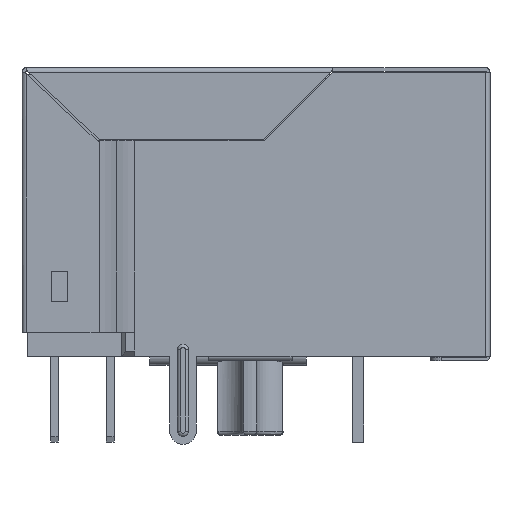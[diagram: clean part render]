
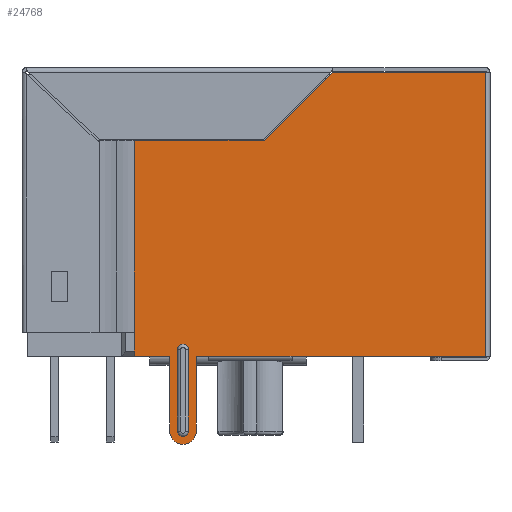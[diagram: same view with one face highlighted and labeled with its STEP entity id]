
A CAD part, left-side view. The second image highlights one B-rep face of the part: STEP entity #24768.
In plain terms, the highlighted face is planar.
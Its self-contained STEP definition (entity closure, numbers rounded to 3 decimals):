
#873=CIRCLE('',#29803,0.25);
#874=CIRCLE('',#29805,0.6);
#878=CIRCLE('',#29812,0.25);
#2883=ORIENTED_EDGE('',*,*,#9524,.F.);
#2884=ORIENTED_EDGE('',*,*,#9525,.T.);
#2885=ORIENTED_EDGE('',*,*,#9526,.T.);
#2886=ORIENTED_EDGE('',*,*,#9527,.T.);
#2887=ORIENTED_EDGE('',*,*,#9528,.T.);
#2888=ORIENTED_EDGE('',*,*,#9529,.T.);
#2889=ORIENTED_EDGE('',*,*,#9530,.T.);
#2890=ORIENTED_EDGE('',*,*,#9531,.T.);
#2891=ORIENTED_EDGE('',*,*,#9532,.T.);
#2892=ORIENTED_EDGE('',*,*,#9533,.T.);
#2893=ORIENTED_EDGE('',*,*,#9534,.T.);
#2894=ORIENTED_EDGE('',*,*,#9535,.F.);
#2895=ORIENTED_EDGE('',*,*,#9518,.F.);
#2896=ORIENTED_EDGE('',*,*,#9517,.F.);
#2897=ORIENTED_EDGE('',*,*,#9536,.F.);
#2898=ORIENTED_EDGE('',*,*,#9537,.F.);
#2899=ORIENTED_EDGE('',*,*,#9538,.F.);
#9517=EDGE_CURVE('',#12948,#12946,#873,.F.);
#9518=EDGE_CURVE('',#12949,#12950,#874,.T.);
#9524=EDGE_CURVE('',#12953,#12949,#15382,.T.);
#9525=EDGE_CURVE('',#12953,#12954,#15383,.T.);
#9526=EDGE_CURVE('',#12954,#12955,#15384,.T.);
#9527=EDGE_CURVE('',#12955,#12956,#15385,.T.);
#9528=EDGE_CURVE('',#12956,#12957,#15386,.T.);
#9529=EDGE_CURVE('',#12957,#12958,#15387,.T.);
#9530=EDGE_CURVE('',#12958,#12959,#15388,.T.);
#9531=EDGE_CURVE('',#12959,#12960,#15389,.T.);
#9532=EDGE_CURVE('',#12960,#12961,#15390,.T.);
#9533=EDGE_CURVE('',#12961,#12962,#15391,.T.);
#9534=EDGE_CURVE('',#12962,#12963,#15392,.T.);
#9535=EDGE_CURVE('',#12950,#12963,#15393,.T.);
#9536=EDGE_CURVE('',#12964,#12948,#15394,.T.);
#9537=EDGE_CURVE('',#12965,#12964,#878,.T.);
#9538=EDGE_CURVE('',#12946,#12965,#15395,.T.);
#12946=VERTEX_POINT('',#40273);
#12948=VERTEX_POINT('',#40277);
#12949=VERTEX_POINT('',#40281);
#12950=VERTEX_POINT('',#40282);
#12953=VERTEX_POINT('',#40294);
#12954=VERTEX_POINT('',#40296);
#12955=VERTEX_POINT('',#40298);
#12956=VERTEX_POINT('',#40300);
#12957=VERTEX_POINT('',#40302);
#12958=VERTEX_POINT('',#40304);
#12959=VERTEX_POINT('',#40306);
#12960=VERTEX_POINT('',#40308);
#12961=VERTEX_POINT('',#40310);
#12962=VERTEX_POINT('',#40312);
#12963=VERTEX_POINT('',#40314);
#12964=VERTEX_POINT('',#40317);
#12965=VERTEX_POINT('',#40319);
#15382=LINE('',#40293,#18357);
#15383=LINE('',#40295,#18358);
#15384=LINE('',#40297,#18359);
#15385=LINE('',#40299,#18360);
#15386=LINE('',#40301,#18361);
#15387=LINE('',#40303,#18362);
#15388=LINE('',#40305,#18363);
#15389=LINE('',#40307,#18364);
#15390=LINE('',#40309,#18365);
#15391=LINE('',#40311,#18366);
#15392=LINE('',#40313,#18367);
#15393=LINE('',#40315,#18368);
#15394=LINE('',#40316,#18369);
#15395=LINE('',#40320,#18370);
#18357=VECTOR('',#32511,1000.);
#18358=VECTOR('',#32512,1000.);
#18359=VECTOR('',#32513,1000.);
#18360=VECTOR('',#32514,1000.);
#18361=VECTOR('',#32515,1000.);
#18362=VECTOR('',#32516,1000.);
#18363=VECTOR('',#32517,1000.);
#18364=VECTOR('',#32518,1000.);
#18365=VECTOR('',#32519,1000.);
#18366=VECTOR('',#32520,1000.);
#18367=VECTOR('',#32521,1000.);
#18368=VECTOR('',#32522,1000.);
#18369=VECTOR('',#32523,1000.);
#18370=VECTOR('',#32526,1000.);
#20916=EDGE_LOOP('',(#2883,#2884,#2885,#2886,#2887,#2888,#2889,#2890,#2891,
#2892,#2893,#2894,#2895));
#20917=EDGE_LOOP('',(#2896,#2897,#2898,#2899));
#22308=FACE_BOUND('',#20916,.T.);
#22309=FACE_BOUND('',#20917,.T.);
#23632=PLANE('',#29811);
#24768=ADVANCED_FACE('',(#22308,#22309),#23632,.T.);
#29803=AXIS2_PLACEMENT_3D('',#40278,#32491,#32492);
#29805=AXIS2_PLACEMENT_3D('',#40280,#32495,#32496);
#29811=AXIS2_PLACEMENT_3D('',#40292,#32509,#32510);
#29812=AXIS2_PLACEMENT_3D('',#40318,#32524,#32525);
#32491=DIRECTION('',(0.,1.,0.));
#32492=DIRECTION('',(0.,0.,1.));
#32495=DIRECTION('',(0.,1.,0.));
#32496=DIRECTION('',(0.,0.,-1.));
#32509=DIRECTION('',(0.,-1.,0.));
#32510=DIRECTION('',(0.,0.,1.));
#32511=DIRECTION('',(-1.,0.,0.));
#32512=DIRECTION('',(0.,0.,-1.));
#32513=DIRECTION('',(0.,0.,-1.));
#32514=DIRECTION('',(0.,0.,-1.));
#32515=DIRECTION('',(1.,0.,0.));
#32516=DIRECTION('',(0.,0.,1.));
#32517=DIRECTION('',(-0.707,0.,0.707));
#32518=DIRECTION('',(0.,0.,1.));
#32519=DIRECTION('',(-1.,0.,0.));
#32520=DIRECTION('',(-1.,0.,0.));
#32521=DIRECTION('',(0.,0.,-1.));
#32522=DIRECTION('',(1.,0.,0.));
#32523=DIRECTION('',(-1.,0.,0.));
#32524=DIRECTION('',(0.,-1.,0.));
#32525=DIRECTION('',(1.,0.,0.));
#32526=DIRECTION('',(1.,0.,0.));
#40273=CARTESIAN_POINT('',(-9.85,-8.,3.065));
#40277=CARTESIAN_POINT('',(-9.85,-8.,3.565));
#40278=CARTESIAN_POINT('',(-9.85,-8.,3.315));
#40280=CARTESIAN_POINT('',(-9.85,-8.,3.315));
#40281=CARTESIAN_POINT('',(-9.85,-8.,2.715));
#40282=CARTESIAN_POINT('',(-9.85,-8.,3.915));
#40292=CARTESIAN_POINT('',(0.,-8.,0.));
#40293=CARTESIAN_POINT('',(-6.45,-8.,2.715));
#40294=CARTESIAN_POINT('',(-6.45,-8.,2.715));
#40295=CARTESIAN_POINT('',(-6.45,-8.,5.525));
#40296=CARTESIAN_POINT('',(-6.45,-8.,2.165));
#40297=CARTESIAN_POINT('',(-6.45,-8.,2.165));
#40298=CARTESIAN_POINT('',(-6.45,-8.,-1.635));
#40299=CARTESIAN_POINT('',(-6.45,-8.,5.525));
#40300=CARTESIAN_POINT('',(-6.45,-8.,-10.425));
#40301=CARTESIAN_POINT('',(-6.45,-8.,-10.425));
#40302=CARTESIAN_POINT('',(6.45,-8.,-10.425));
#40303=CARTESIAN_POINT('',(6.45,-8.,-10.503));
#40304=CARTESIAN_POINT('',(6.45,-8.,-3.475));
#40305=CARTESIAN_POINT('',(1.488,-8.,1.488));
#40306=CARTESIAN_POINT('',(3.35,-8.,-0.375));
#40307=CARTESIAN_POINT('',(3.35,-8.,0.));
#40308=CARTESIAN_POINT('',(3.35,-8.,5.525));
#40309=CARTESIAN_POINT('',(6.45,-8.,5.525));
#40310=CARTESIAN_POINT('',(-5.364,-8.,5.525));
#40311=CARTESIAN_POINT('',(6.45,-8.,5.525));
#40312=CARTESIAN_POINT('',(-6.45,-8.,5.525));
#40313=CARTESIAN_POINT('',(-6.45,-8.,5.525));
#40314=CARTESIAN_POINT('',(-6.45,-8.,3.915));
#40315=CARTESIAN_POINT('',(-9.85,-8.,3.915));
#40316=CARTESIAN_POINT('',(0.,-8.,3.565));
#40317=CARTESIAN_POINT('',(-6.15,-8.,3.565));
#40318=CARTESIAN_POINT('',(-6.15,-8.,3.315));
#40319=CARTESIAN_POINT('',(-6.15,-8.,3.065));
#40320=CARTESIAN_POINT('',(0.,-8.,3.065));
